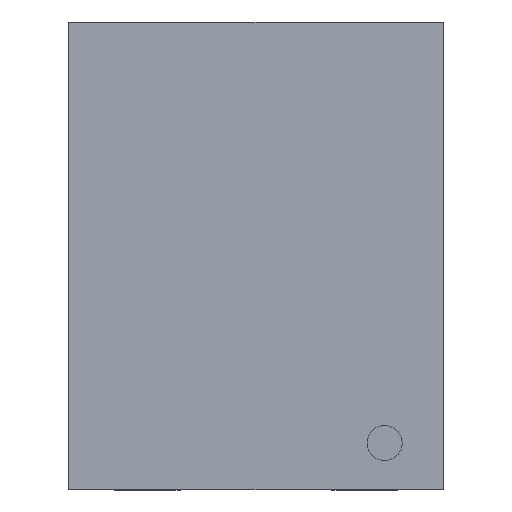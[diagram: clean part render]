
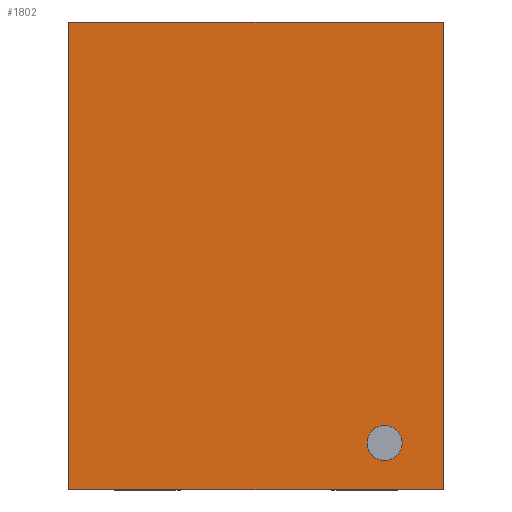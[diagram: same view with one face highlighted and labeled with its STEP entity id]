
A CAD part, left-side view. The second image highlights one B-rep face of the part: STEP entity #1802.
In plain terms, the highlighted planar face has unit normal (-1, 0, 0).
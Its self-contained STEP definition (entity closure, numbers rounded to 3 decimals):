
#300=VERTEX_POINT('',#301);
#301=CARTESIAN_POINT('',(0.0,-0.55,-0.725));
#308=EDGE_CURVE('',#300,#300,#309,.F.);
#309=CIRCLE('',#310,0.075);
#310=AXIS2_PLACEMENT_3D('',#311,#312,#313);
#311=CARTESIAN_POINT('',(0.0,-0.55,-0.8));
#312=DIRECTION('',(1.0,0.0,0.0));
#313=DIRECTION('',(0.0,0.0,-1.0));
#1694=EDGE_CURVE('',#1695,#1697,#1699,.F.);
#1695=VERTEX_POINT('',#1696);
#1696=CARTESIAN_POINT('',(0.0,0.8,-1.0));
#1697=VERTEX_POINT('',#1698);
#1698=CARTESIAN_POINT('',(0.0,0.8,1.0));
#1699=LINE('',#1700,#1701);
#1700=CARTESIAN_POINT('',(0.0,0.8,1.0));
#1701=VECTOR('',#1702,1.0);
#1702=DIRECTION('',(0.0,0.0,-1.0));
#1732=VERTEX_POINT('',#1733);
#1733=CARTESIAN_POINT('',(0.0,-0.8,-1.0));
#1739=EDGE_CURVE('',#1732,#1695,#1740,.F.);
#1740=LINE('',#1741,#1742);
#1741=CARTESIAN_POINT('',(0.0,0.8,-1.0));
#1742=VECTOR('',#1743,1.0);
#1743=DIRECTION('',(0.0,-1.0,0.0));
#1757=EDGE_CURVE('',#1758,#1732,#1760,.F.);
#1758=VERTEX_POINT('',#1759);
#1759=CARTESIAN_POINT('',(0.0,-0.8,1.0));
#1760=LINE('',#1761,#1762);
#1761=CARTESIAN_POINT('',(0.0,-0.8,-1.0));
#1762=VECTOR('',#1763,1.0);
#1763=DIRECTION('',(0.0,0.0,1.0));
#1784=EDGE_CURVE('',#1697,#1758,#1785,.F.);
#1785=LINE('',#1786,#1787);
#1786=CARTESIAN_POINT('',(0.0,-0.8,1.0));
#1787=VECTOR('',#1788,1.0);
#1788=DIRECTION('',(0.0,1.0,0.0));
#1802=ADVANCED_FACE('',(#1803,#1809),#1812,.F.);
#1803=FACE_BOUND('',#1804,.T.);
#1804=EDGE_LOOP('',(#1805,#1806,#1807,#1808));
#1805=ORIENTED_EDGE('',*,*,#1784,.F.);
#1806=ORIENTED_EDGE('',*,*,#1694,.F.);
#1807=ORIENTED_EDGE('',*,*,#1739,.F.);
#1808=ORIENTED_EDGE('',*,*,#1757,.F.);
#1809=FACE_BOUND('',#1810,.T.);
#1810=EDGE_LOOP('',(#1811));
#1811=ORIENTED_EDGE('',*,*,#308,.F.);
#1812=PLANE('',#1813);
#1813=AXIS2_PLACEMENT_3D('',#1814,#1815,#1816);
#1814=CARTESIAN_POINT('',(0.0,0.0,0.0));
#1815=DIRECTION('',(1.0,0.0,0.0));
#1816=DIRECTION('',(0.0,0.0,-1.0));
